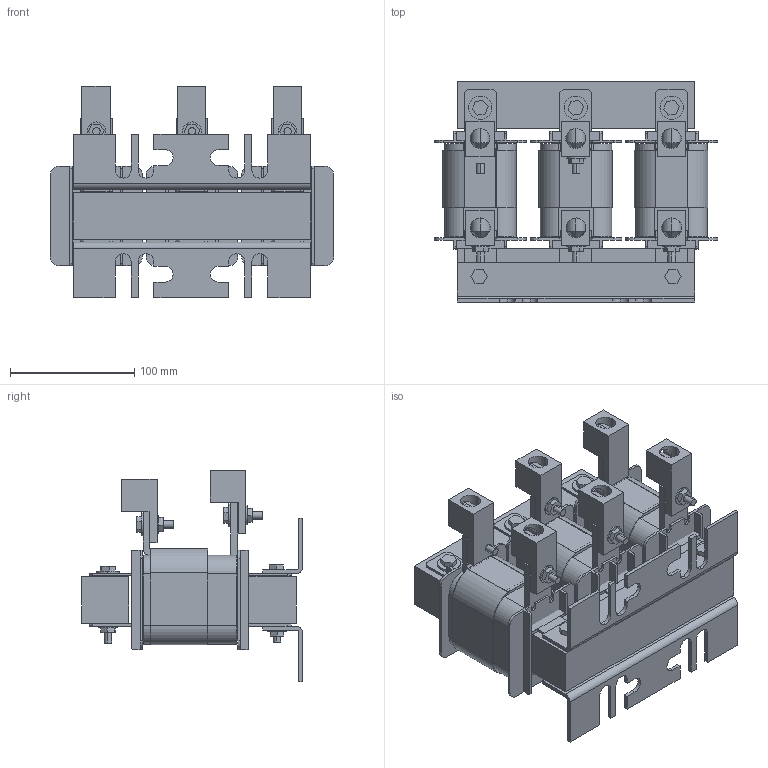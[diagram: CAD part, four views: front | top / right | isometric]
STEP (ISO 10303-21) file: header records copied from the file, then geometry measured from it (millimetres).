
FILE_DESCRIPTION (( 'STEP AP214' ), '1' );
FILE_NAME ('LR-2050.STEP', '2012-03-01T17:48:25', ( ' ' ), ( ' ' ), 'SwSTEP 2.0', 'SolidWorks 2011', '' );
FILE_SCHEMA (( 'AUTOMOTIVE_DESIGN' ));
Length unit declared in the file: millimetre
Products named in the file (1): LR-2050
Bounding box: 228 x 177.7 x 169.96 mm (x, y, z)
Volume: 2709250.5 mm3; surface area: 563352.3 mm2
Topology: 54 solids, 54 shells, 952 faces, 2385 edges, 1586 vertices
Faces by surface type: plane 706, cylinder 234, cone 12
Entity records: 39162 total; most frequent: CARTESIAN_POINT 5278, ORIENTED_EDGE 4770, DIRECTION 4741, EDGE_CURVE 2385, VECTOR 1863, LINE 1863, VERTEX_POINT 1586, AXIS2_PLACEMENT_3D 1439
